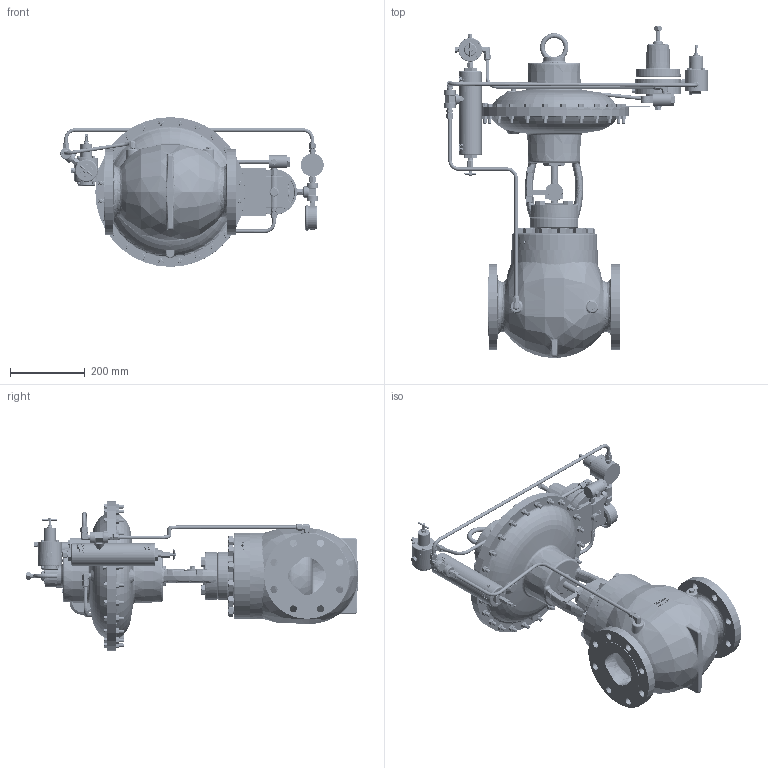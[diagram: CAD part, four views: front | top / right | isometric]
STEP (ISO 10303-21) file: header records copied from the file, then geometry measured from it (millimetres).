
FILE_DESCRIPTION (( 'STEP AP214' ), '1' );
FILE_NAME ('CVC4150RF30-HPBP.STEP', '2022-11-08T21:18:36', ( '' ), ( '' ), 'SwSTEP 2.0', 'SolidWorks 2019', '' );
FILE_SCHEMA (( 'AUTOMOTIVE_DESIGN' ));
Length unit declared in the file: inch
Products named in the file (1): CVC4150RF30-HPBP
Bounding box: 704.02 x 887.1 x 400.05 mm (x, y, z)
Volume: 24651592.7 mm3; surface area: 1722411.8 mm2
Topology: 2 solids, 2 shells, 7761 faces, 19945 edges, 12564 vertices
Faces by surface type: plane 3111, bspline 2342, cone 1134, cylinder 782, torus 334, sphere 58
Entity records: 488572 total; most frequent: CARTESIAN_POINT 255103, ORIENTED_EDGE 39672, DIRECTION 26898, EDGE_CURVE 19836, VERTEX_POINT 12564, AXIS2_PLACEMENT_3D 9271, VECTOR 8356, LINE 8356
